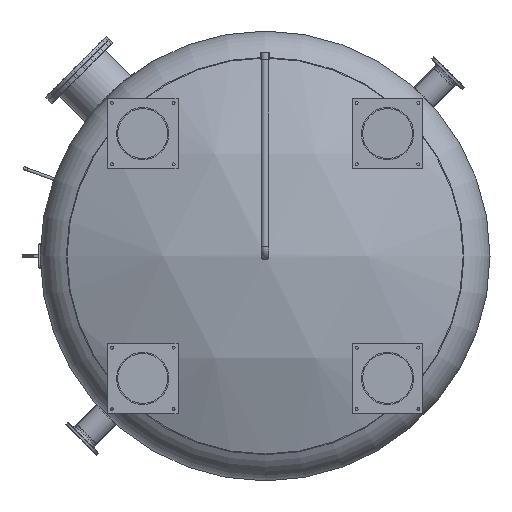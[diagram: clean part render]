
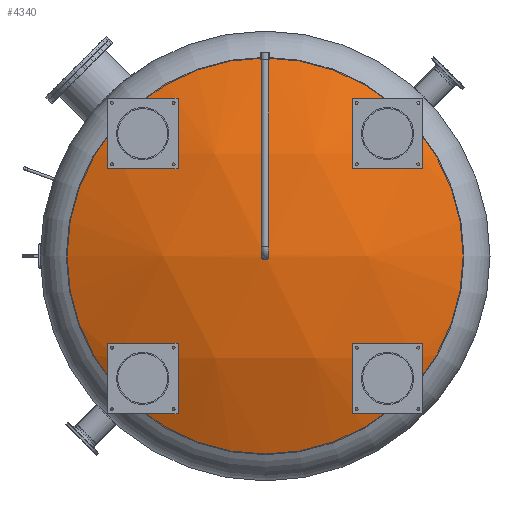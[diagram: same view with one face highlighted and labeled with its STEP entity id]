
A CAD part, front view. The second image highlights one B-rep face of the part: STEP entity #4340.
In plain terms, the highlighted spherical face has radius 3513 mm.
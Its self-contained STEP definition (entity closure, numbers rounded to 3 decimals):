
#396=FACE_BOUND('',#843,.T.);
#577=SPHERICAL_SURFACE('',#5106,3513.);
#604=FACE_OUTER_BOUND('',#842,.T.);
#842=EDGE_LOOP('',(#3017,#3018));
#843=EDGE_LOOP('',(#3019));
#1714=CIRCLE('',#5097,30.15);
#1716=CIRCLE('',#5100,1546.835);
#1717=CIRCLE('',#5101,1546.835);
#2001=VERTEX_POINT('',#7114);
#2003=VERTEX_POINT('',#7120);
#2004=VERTEX_POINT('',#7121);
#2407=EDGE_CURVE('',#2001,#2001,#1714,.T.);
#2410=EDGE_CURVE('',#2003,#2004,#1716,.T.);
#2411=EDGE_CURVE('',#2004,#2003,#1717,.T.);
#3017=ORIENTED_EDGE('',*,*,#2410,.T.);
#3018=ORIENTED_EDGE('',*,*,#2411,.T.);
#3019=ORIENTED_EDGE('',*,*,#2407,.T.);
#4340=ADVANCED_FACE('',(#604,#396),#577,.T.);
#5097=AXIS2_PLACEMENT_3D('',#7115,#5721,#5722);
#5100=AXIS2_PLACEMENT_3D('',#7122,#5728,#5729);
#5101=AXIS2_PLACEMENT_3D('',#7123,#5730,#5731);
#5106=AXIS2_PLACEMENT_3D('',#7131,#5740,#5741);
#5721=DIRECTION('center_axis',(0.,-1.,0.));
#5722=DIRECTION('ref_axis',(1.,0.,0.));
#5728=DIRECTION('center_axis',(0.,1.,0.));
#5729=DIRECTION('ref_axis',(-1.,0.,0.));
#5730=DIRECTION('center_axis',(0.,1.,0.));
#5731=DIRECTION('ref_axis',(-1.,0.,0.));
#5740=DIRECTION('center_axis',(0.,0.,1.));
#5741=DIRECTION('ref_axis',(1.,0.,0.));
#7114=CARTESIAN_POINT('',(-30.15,736.206,0.));
#7115=CARTESIAN_POINT('Origin',(0.,736.206,0.));
#7120=CARTESIAN_POINT('',(-1546.835,377.454,0.));
#7121=CARTESIAN_POINT('',(0.,377.454,-1546.835));
#7122=CARTESIAN_POINT('Origin',(0.,377.454,
0.));
#7123=CARTESIAN_POINT('Origin',(0.,377.454,
0.));
#7131=CARTESIAN_POINT('Origin',(0.,-2776.665,0.));
